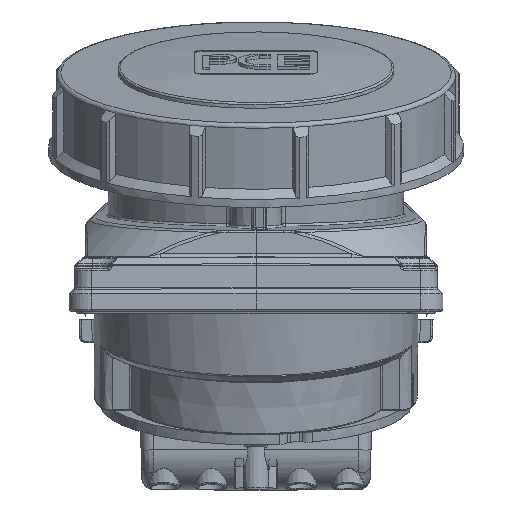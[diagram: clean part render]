
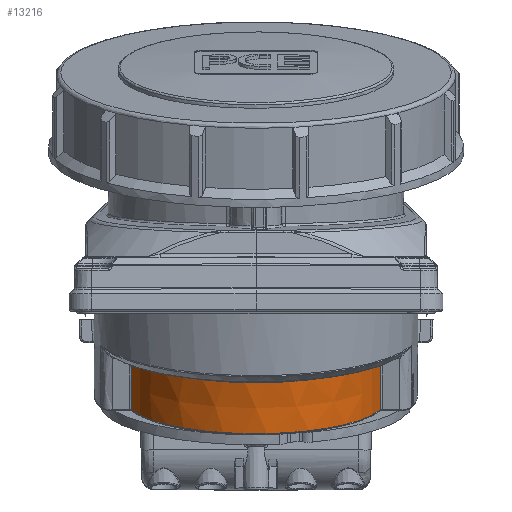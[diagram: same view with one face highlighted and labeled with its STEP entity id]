
A CAD part, left-side view. The second image highlights one B-rep face of the part: STEP entity #13216.
In plain terms, the highlighted conical face has half-angle 0.5 degrees and reference radius 31.363 mm.
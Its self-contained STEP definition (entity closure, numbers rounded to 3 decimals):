
#1017 = CIRCLE ( 'NONE', #178226, 31.363 ) ;
#7760 = EDGE_CURVE ( 'NONE', #93462, #149338, #24447, .T. ) ;
#10057 = ORIENTED_EDGE ( 'NONE', *, *, #7760, .T. ) ;
#13216 = ADVANCED_FACE ( 'NONE', ( #75422 ), #117791, .T. ) ;
#17406 = CARTESIAN_POINT ( 'NONE',  ( -41.937, -29.866, -36.841 ) ) ;
#21814 = CARTESIAN_POINT ( 'NONE',  ( -33.045, 0., -34.458 ) ) ;
#24447 = B_SPLINE_CURVE_WITH_KNOTS ( 'NONE', 3,
 ( #17406, #233678, #125454, #143621 ),
 .UNSPECIFIED., .F., .F.,
 ( 4, 4 ),
 ( 0., 1. ),
 .UNSPECIFIED. ) ;
#26084 = EDGE_CURVE ( 'NONE', #197188, #145236, #134694, .T. ) ;
#26577 = CARTESIAN_POINT ( 'NONE',  ( -44.2, 29.921, -28.677 ) ) ;
#31388 = EDGE_LOOP ( 'NONE', ( #10057, #124135, #89095, #189077 ) ) ;
#39925 = DIRECTION ( 'NONE',  ( -0.966, 0., -0.259 ) ) ;
#44636 = CARTESIAN_POINT ( 'NONE',  ( -41.937, 29.866, -36.841 ) ) ;
#49439 = CARTESIAN_POINT ( 'NONE',  ( -36.334, 0., -22.184 ) ) ;
#51517 = CARTESIAN_POINT ( 'NONE',  ( -41.937, 29.866, -36.841 ) ) ;
#75422 = FACE_OUTER_BOUND ( 'NONE', #31388, .T. ) ;
#88792 = EDGE_CURVE ( 'NONE', #149338, #197188, #1017, .T. ) ;
#89095 = ORIENTED_EDGE ( 'NONE', *, *, #26084, .T. ) ;
#90469 = CARTESIAN_POINT ( 'NONE',  ( -45.331, 29.948, -24.595 ) ) ;
#93462 = VERTEX_POINT ( 'NONE', #152695 ) ;
#105519 = CARTESIAN_POINT ( 'NONE',  ( -36.334, 0., -22.184 ) ) ;
#117791 = CONICAL_SURFACE ( 'NONE', #177710, 31.363, 0.009 ) ;
#123691 = DIRECTION ( 'NONE',  ( -0.966, 0., -0.259 ) ) ;
#124135 = ORIENTED_EDGE ( 'NONE', *, *, #88792, .T. ) ;
#125454 = CARTESIAN_POINT ( 'NONE',  ( -44.2, -29.921, -28.677 ) ) ;
#128286 = AXIS2_PLACEMENT_3D ( 'NONE', #21814, #148032, #39925 ) ;
#134661 = CARTESIAN_POINT ( 'NONE',  ( -43.068, 29.894, -32.759 ) ) ;
#134694 = B_SPLINE_CURVE_WITH_KNOTS ( 'NONE', 3,
 ( #170135, #26577, #134661, #44636 ),
 .UNSPECIFIED., .F., .F.,
 ( 4, 4 ),
 ( 0., 1. ),
 .UNSPECIFIED. ) ;
#143621 = CARTESIAN_POINT ( 'NONE',  ( -45.331, -29.948, -24.595 ) ) ;
#143764 = CARTESIAN_POINT ( 'NONE',  ( -45.331, -29.948, -24.595 ) ) ;
#145236 = VERTEX_POINT ( 'NONE', #51517 ) ;
#148032 = DIRECTION ( 'NONE',  ( -0.259, 0., 0.966 ) ) ;
#149338 = VERTEX_POINT ( 'NONE', #143764 ) ;
#152695 = CARTESIAN_POINT ( 'NONE',  ( -41.937, -29.866, -36.841 ) ) ;
#157535 = DIRECTION ( 'NONE',  ( -0.259, 0., 0.966 ) ) ;
#170135 = CARTESIAN_POINT ( 'NONE',  ( -45.331, 29.948, -24.595 ) ) ;
#175679 = DIRECTION ( 'NONE',  ( 0.966, 0., 0.259 ) ) ;
#177710 = AXIS2_PLACEMENT_3D ( 'NONE', #49439, #157535, #175679 ) ;
#178226 = AXIS2_PLACEMENT_3D ( 'NONE', #105519, #231921, #123691 ) ;
#189077 = ORIENTED_EDGE ( 'NONE', *, *, #215175, .T. ) ;
#197188 = VERTEX_POINT ( 'NONE', #90469 ) ;
#206059 = CIRCLE ( 'NONE', #128286, 31.253 ) ;
#215175 = EDGE_CURVE ( 'NONE', #145236, #93462, #206059, .T. ) ;
#231921 = DIRECTION ( 'NONE',  ( 0.259, 0., -0.966 ) ) ;
#233678 = CARTESIAN_POINT ( 'NONE',  ( -43.068, -29.894, -32.759 ) ) ;
